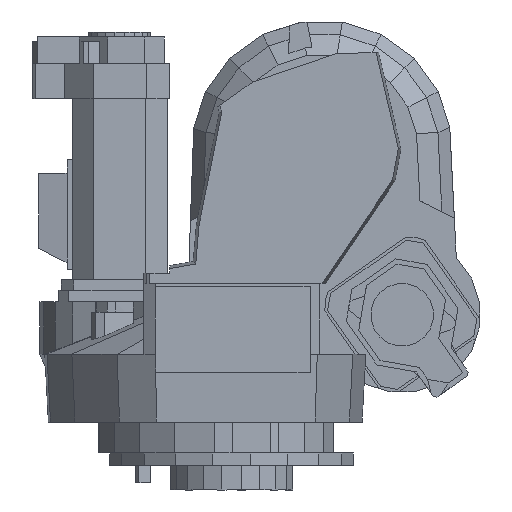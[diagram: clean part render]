
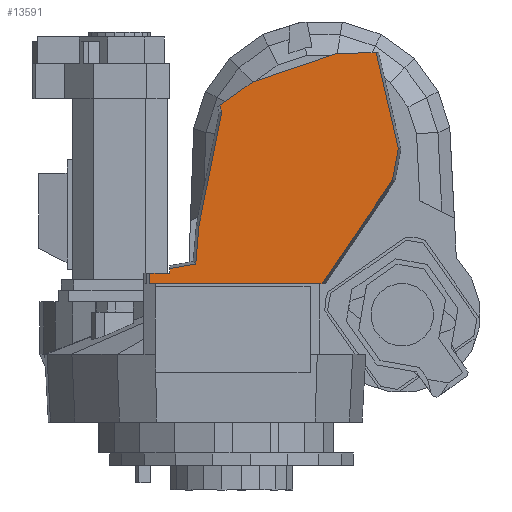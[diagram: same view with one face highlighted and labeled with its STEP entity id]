
A CAD part, front view. The second image highlights one B-rep face of the part: STEP entity #13591.
In plain terms, the highlighted planar face has unit normal (0, -1, 0).
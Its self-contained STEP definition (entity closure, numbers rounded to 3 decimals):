
#49 = VERTEX_POINT ( 'NONE', #6880 ) ;
#89 = VERTEX_POINT ( 'NONE', #5394 ) ;
#143 = LINE ( 'NONE', #435, #10615 ) ;
#206 = EDGE_CURVE ( 'NONE', #13529, #2092, #4099, .T. ) ;
#299 = VECTOR ( 'NONE', #11812, 1000. ) ;
#402 = LINE ( 'NONE', #15734, #1112 ) ;
#403 = VECTOR ( 'NONE', #9387, 1000. ) ;
#435 = CARTESIAN_POINT ( 'NONE',  ( 129.314, -108.75, 353.706 ) ) ;
#515 = B_SPLINE_CURVE_WITH_KNOTS ( 'NONE', 3,
 ( #1122, #19329, #14975, #8740 ),
 .UNSPECIFIED., .F., .F.,
 ( 4, 4 ),
 ( 0., 0.09 ),
 .UNSPECIFIED. ) ;
#554 = VERTEX_POINT ( 'NONE', #2795 ) ;
#682 = VECTOR ( 'NONE', #16108, 1000. ) ;
#758 = VECTOR ( 'NONE', #16074, 1000. ) ;
#760 = CARTESIAN_POINT ( 'NONE',  ( -63.487, -108.75, 249. ) ) ;
#875 = LINE ( 'NONE', #964, #682 ) ;
#913 = FACE_OUTER_BOUND ( 'NONE', #7854, .T. ) ;
#964 = CARTESIAN_POINT ( 'NONE',  ( -16.411, -108.75, 249. ) ) ;
#1112 = VECTOR ( 'NONE', #2174, 1000. ) ;
#1122 = CARTESIAN_POINT ( 'NONE',  ( -7.635, -108.75, 381.982 ) ) ;
#1223 = CARTESIAN_POINT ( 'NONE',  ( -16.411, -108.75, 256.984 ) ) ;
#1533 = VERTEX_POINT ( 'NONE', #13993 ) ;
#2045 = ORIENTED_EDGE ( 'NONE', *, *, #16008, .T. ) ;
#2079 = EDGE_CURVE ( 'NONE', #12524, #7885, #402, .T. ) ;
#2092 = VERTEX_POINT ( 'NONE', #5640 ) ;
#2174 = DIRECTION ( 'NONE',  ( -0.815, 0., -0.58 ) ) ;
#2475 = LINE ( 'NONE', #5438, #8965 ) ;
#2508 = ORIENTED_EDGE ( 'NONE', *, *, #6944, .T. ) ;
#2795 = CARTESIAN_POINT ( 'NONE',  ( 68., -108.75, 249. ) ) ;
#3021 = CARTESIAN_POINT ( 'NONE',  ( -25.385, -108.75, 293.722 ) ) ;
#3328 = VECTOR ( 'NONE', #3948, 1000. ) ;
#3441 = VERTEX_POINT ( 'NONE', #16428 ) ;
#3817 = EDGE_CURVE ( 'NONE', #554, #16104, #875, .T. ) ;
#3948 = DIRECTION ( 'NONE',  ( 0., 0., -1. ) ) ;
#4089 = CARTESIAN_POINT ( 'NONE',  ( -9.243, -108.75, 387.222 ) ) ;
#4099 = LINE ( 'NONE', #1223, #758 ) ;
#4189 = CARTESIAN_POINT ( 'NONE',  ( 124.833, -108.75, 329.637 ) ) ;
#4223 = VECTOR ( 'NONE', #8941, 1000. ) ;
#4316 = ORIENTED_EDGE ( 'NONE', *, *, #18879, .T. ) ;
#4464 = CARTESIAN_POINT ( 'NONE',  ( -63.487, -108.75, 338.327 ) ) ;
#4750 = CARTESIAN_POINT ( 'NONE',  ( 70.256, -108.75, 249. ) ) ;
#5173 = CARTESIAN_POINT ( 'NONE',  ( -48., -108.75, 256.984 ) ) ;
#5222 = ORIENTED_EDGE ( 'NONE', *, *, #14546, .T. ) ;
#5259 = ORIENTED_EDGE ( 'NONE', *, *, #9428, .T. ) ;
#5275 = EDGE_CURVE ( 'NONE', #3441, #12524, #9567, .T. ) ;
#5394 = CARTESIAN_POINT ( 'NONE',  ( -48., -108.75, 260.7 ) ) ;
#5438 = CARTESIAN_POINT ( 'NONE',  ( -27.792, -108.75, 264.263 ) ) ;
#5640 = CARTESIAN_POINT ( 'NONE',  ( -63.487, -108.75, 256.984 ) ) ;
#5930 = EDGE_CURVE ( 'NONE', #10367, #554, #7652, .T. ) ;
#5968 = LINE ( 'NONE', #4089, #299 ) ;
#5973 = DIRECTION ( 'NONE',  ( 1., 0., 0. ) ) ;
#6045 = DIRECTION ( 'NONE',  ( 0., 0., -1. ) ) ;
#6192 = DIRECTION ( 'NONE',  ( -0.225, 0., 0.974 ) ) ;
#6242 = LINE ( 'NONE', #4750, #17557 ) ;
#6271 = LINE ( 'NONE', #3021, #4223 ) ;
#6299 = EDGE_CURVE ( 'NONE', #2092, #10367, #19601, .T. ) ;
#6358 = ORIENTED_EDGE ( 'NONE', *, *, #15041, .T. ) ;
#6598 = CARTESIAN_POINT ( 'NONE',  ( 80.297, -108.75, 427.276 ) ) ;
#6828 = ORIENTED_EDGE ( 'NONE', *, *, #3817, .T. ) ;
#6880 = CARTESIAN_POINT ( 'NONE',  ( -27.792, -108.75, 264.263 ) ) ;
#6944 = EDGE_CURVE ( 'NONE', #11935, #17920, #8736, .T. ) ;
#6948 = CARTESIAN_POINT ( 'NONE',  ( -16.411, -108.75, 338.327 ) ) ;
#7190 = LINE ( 'NONE', #16589, #18074 ) ;
#7537 = CARTESIAN_POINT ( 'NONE',  ( 16.611, -108.75, 405.613 ) ) ;
#7574 = EDGE_CURVE ( 'NONE', #16104, #11935, #6242, .T. ) ;
#7646 = CARTESIAN_POINT ( 'NONE',  ( 70.256, -108.75, 249. ) ) ;
#7652 = LINE ( 'NONE', #13689, #14043 ) ;
#7854 = EDGE_LOOP ( 'NONE', ( #11859, #14619, #15622, #6828, #18478, #2508, #5222, #5259, #17285, #17600, #2045, #15157, #4316, #8450, #6358 ) ) ;
#7885 = VERTEX_POINT ( 'NONE', #13636 ) ;
#8260 = CARTESIAN_POINT ( 'NONE',  ( 124.833, -108.75, 329.637 ) ) ;
#8288 = VERTEX_POINT ( 'NONE', #12396 ) ;
#8450 = ORIENTED_EDGE ( 'NONE', *, *, #19519, .T. ) ;
#8736 = LINE ( 'NONE', #4189, #18452 ) ;
#8740 = CARTESIAN_POINT ( 'NONE',  ( -25.385, -108.75, 293.722 ) ) ;
#8941 = DIRECTION ( 'NONE',  ( -0.081, 0., -0.997 ) ) ;
#8965 = VECTOR ( 'NONE', #14745, 1000. ) ;
#9302 = AXIS2_PLACEMENT_3D ( 'NONE', #6948, #19129, #19221 ) ;
#9387 = DIRECTION ( 'NONE',  ( -0.947, 0., -0.322 ) ) ;
#9428 = EDGE_CURVE ( 'NONE', #8288, #3441, #7190, .T. ) ;
#9567 = LINE ( 'NONE', #6598, #403 ) ;
#9879 = CARTESIAN_POINT ( 'NONE',  ( -48., -108.75, 338.327 ) ) ;
#9986 = LINE ( 'NONE', #9879, #3328 ) ;
#10367 = VERTEX_POINT ( 'NONE', #760 ) ;
#10615 = VECTOR ( 'NONE', #6192, 1000. ) ;
#10890 = DIRECTION ( 'NONE',  ( 0.561, 0., 0.828 ) ) ;
#11533 = VECTOR ( 'NONE', #6045, 1000. ) ;
#11804 = PLANE ( 'NONE',  #9302 ) ;
#11812 = DIRECTION ( 'NONE',  ( 0.294, 0., -0.956 ) ) ;
#11859 = ORIENTED_EDGE ( 'NONE', *, *, #206, .T. ) ;
#11935 = VERTEX_POINT ( 'NONE', #8260 ) ;
#12131 = DIRECTION ( 'NONE',  ( -0.999, 0., -0.037 ) ) ;
#12396 = CARTESIAN_POINT ( 'NONE',  ( 112.054, -108.75, 428.466 ) ) ;
#12524 = VERTEX_POINT ( 'NONE', #7537 ) ;
#13288 = DIRECTION ( 'NONE',  ( 0.183, 0., 0.983 ) ) ;
#13529 = VERTEX_POINT ( 'NONE', #5173 ) ;
#13591 = ADVANCED_FACE ( 'NONE', ( #913 ), #11804, .T. ) ;
#13636 = CARTESIAN_POINT ( 'NONE',  ( -9.243, -108.75, 387.222 ) ) ;
#13689 = CARTESIAN_POINT ( 'NONE',  ( -16.411, -108.75, 249. ) ) ;
#13993 = CARTESIAN_POINT ( 'NONE',  ( -7.635, -108.75, 381.982 ) ) ;
#14043 = VECTOR ( 'NONE', #5973, 1000. ) ;
#14546 = EDGE_CURVE ( 'NONE', #17920, #8288, #143, .T. ) ;
#14591 = CARTESIAN_POINT ( 'NONE',  ( -25.385, -108.75, 293.722 ) ) ;
#14619 = ORIENTED_EDGE ( 'NONE', *, *, #6299, .T. ) ;
#14745 = DIRECTION ( 'NONE',  ( -0.985, 0., -0.174 ) ) ;
#14975 = CARTESIAN_POINT ( 'NONE',  ( -19.397, -108.75, 323.128 ) ) ;
#15041 = EDGE_CURVE ( 'NONE', #89, #13529, #9986, .T. ) ;
#15157 = ORIENTED_EDGE ( 'NONE', *, *, #16006, .T. ) ;
#15622 = ORIENTED_EDGE ( 'NONE', *, *, #5930, .T. ) ;
#15734 = CARTESIAN_POINT ( 'NONE',  ( 16.611, -108.75, 405.613 ) ) ;
#16006 = EDGE_CURVE ( 'NONE', #1533, #18823, #515, .T. ) ;
#16008 = EDGE_CURVE ( 'NONE', #7885, #1533, #5968, .T. ) ;
#16074 = DIRECTION ( 'NONE',  ( -1., 0., 0. ) ) ;
#16104 = VERTEX_POINT ( 'NONE', #7646 ) ;
#16108 = DIRECTION ( 'NONE',  ( 1., 0., 0. ) ) ;
#16428 = CARTESIAN_POINT ( 'NONE',  ( 80.297, -108.75, 427.276 ) ) ;
#16589 = CARTESIAN_POINT ( 'NONE',  ( 112.054, -108.75, 428.466 ) ) ;
#17285 = ORIENTED_EDGE ( 'NONE', *, *, #5275, .T. ) ;
#17434 = CARTESIAN_POINT ( 'NONE',  ( 129.314, -108.75, 353.706 ) ) ;
#17557 = VECTOR ( 'NONE', #10890, 1000. ) ;
#17600 = ORIENTED_EDGE ( 'NONE', *, *, #2079, .T. ) ;
#17920 = VERTEX_POINT ( 'NONE', #17434 ) ;
#18074 = VECTOR ( 'NONE', #12131, 1000. ) ;
#18452 = VECTOR ( 'NONE', #13288, 1000. ) ;
#18478 = ORIENTED_EDGE ( 'NONE', *, *, #7574, .T. ) ;
#18823 = VERTEX_POINT ( 'NONE', #14591 ) ;
#18879 = EDGE_CURVE ( 'NONE', #18823, #49, #6271, .T. ) ;
#19129 = DIRECTION ( 'NONE',  ( 0., -1., 0. ) ) ;
#19221 = DIRECTION ( 'NONE',  ( 0., 0., -1. ) ) ;
#19329 = CARTESIAN_POINT ( 'NONE',  ( -13.611, -108.75, 352.574 ) ) ;
#19519 = EDGE_CURVE ( 'NONE', #49, #89, #2475, .T. ) ;
#19601 = LINE ( 'NONE', #4464, #11533 ) ;
